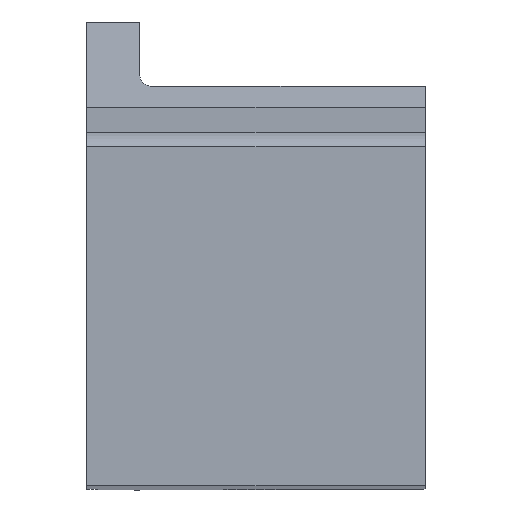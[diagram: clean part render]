
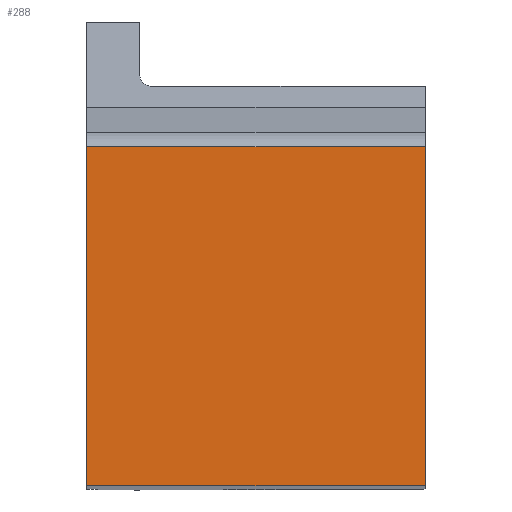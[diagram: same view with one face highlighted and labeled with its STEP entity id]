
A CAD part, top view. The second image highlights one B-rep face of the part: STEP entity #288.
In plain terms, the highlighted planar face has unit normal (0, 0, 1).
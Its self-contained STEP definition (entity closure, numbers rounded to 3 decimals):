
#288=ADVANCED_FACE('',(#517),#395,.T.);
#395=PLANE('',#3610);
#517=FACE_OUTER_BOUND('',#695,.T.);
#695=EDGE_LOOP('',(#1310,#1311,#1312,#1313));
#1310=ORIENTED_EDGE('',*,*,#2430,.F.);
#1311=ORIENTED_EDGE('',*,*,#2404,.F.);
#1312=ORIENTED_EDGE('',*,*,#2433,.F.);
#1313=ORIENTED_EDGE('',*,*,#2415,.F.);
#1979=VERTEX_POINT('',#9918);
#1980=VERTEX_POINT('',#9920);
#1989=VERTEX_POINT('',#9942);
#1990=VERTEX_POINT('',#9943);
#2404=EDGE_CURVE('',#1979,#1980,#3124,.T.);
#2415=EDGE_CURVE('',#1989,#1990,#3134,.T.);
#2430=EDGE_CURVE('',#1980,#1989,#3146,.T.);
#2433=EDGE_CURVE('',#1990,#1979,#3147,.T.);
#3124=LINE('',#9919,#3313);
#3134=LINE('',#9941,#3323);
#3146=LINE('',#9970,#3335);
#3147=LINE('',#9976,#3336);
#3313=VECTOR('',#3993,1.);
#3323=VECTOR('',#4009,1.);
#3335=VECTOR('',#4029,1.);
#3336=VECTOR('',#4036,1.);
#3610=AXIS2_PLACEMENT_3D('',#9977,#4037,#4038);
#3993=DIRECTION('',(0.,-1.,0.));
#4009=DIRECTION('',(0.,1.,0.));
#4029=DIRECTION('',(-1.,0.,0.));
#4036=DIRECTION('',(1.,0.,0.));
#4037=DIRECTION('',(0.,0.,1.));
#4038=DIRECTION('',(-1.,0.,0.));
#9918=CARTESIAN_POINT('',(0.,15.875,0.));
#9919=CARTESIAN_POINT('',(0.,15.875,0.));
#9920=CARTESIAN_POINT('',(0.,0.,0.));
#9941=CARTESIAN_POINT('',(-15.875,0.,0.));
#9942=CARTESIAN_POINT('',(-15.875,0.,0.));
#9943=CARTESIAN_POINT('',(-15.875,15.875,0.));
#9970=CARTESIAN_POINT('',(0.,0.,0.));
#9976=CARTESIAN_POINT('',(-15.875,15.875,0.));
#9977=CARTESIAN_POINT('',(-7.938,7.938,0.));
